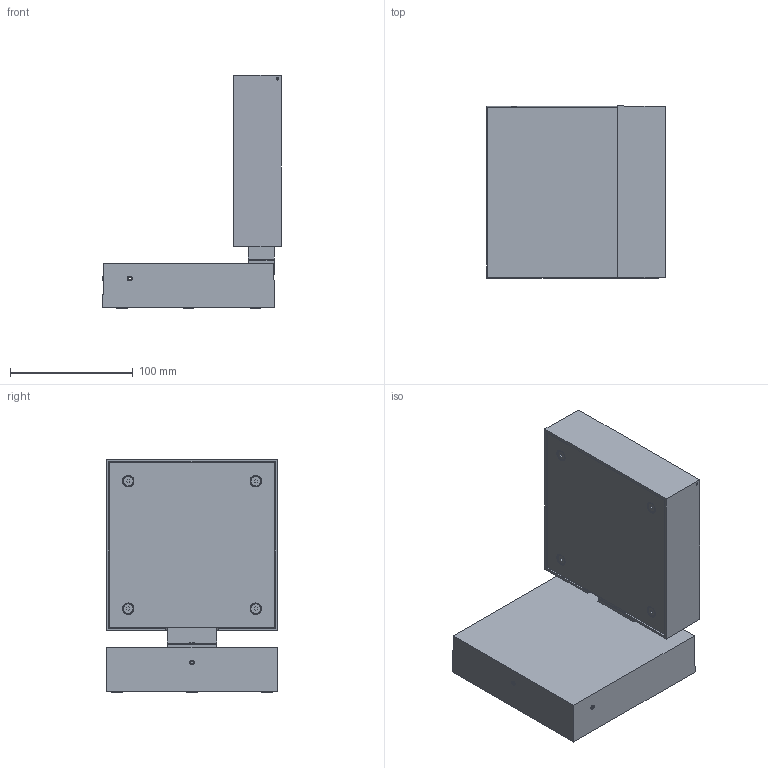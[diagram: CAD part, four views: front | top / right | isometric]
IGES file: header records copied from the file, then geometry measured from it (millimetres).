
Start section: SolidWorks IGES file using analytic representation for surfaces
Global section: file name: Aplic MODIS.IGS; native system: SolidWorks 2020; preprocessor: SolidWorks 2020; author: jrodriguez; date: 221024.125715; units: millimetre
Bounding box: 145.51 x 140 x 190.6 mm (x, y, z)
Surface area: 184863.4 mm2 (no closed solid volume)
Topology: 0 solids, 0 shells, 428 faces, 5487 edges, 5485 vertices
Faces by surface type: bspline 278, revolution 150
